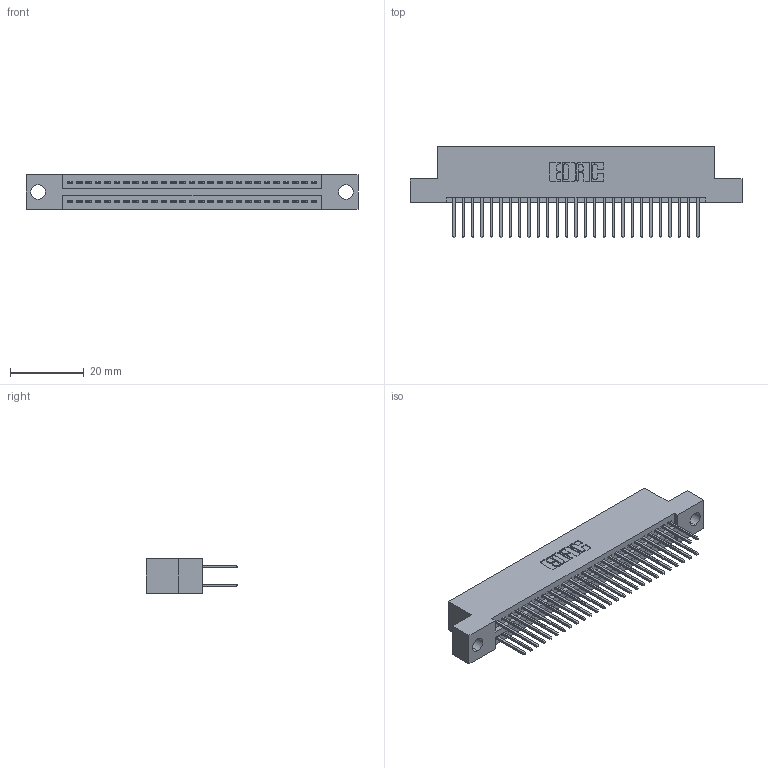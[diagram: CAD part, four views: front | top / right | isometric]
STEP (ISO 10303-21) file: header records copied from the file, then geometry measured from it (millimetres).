
FILE_DESCRIPTION (( 'STEP AP203' ), '1' );
FILE_NAME ('345-054-523-204.STEP', '2021-05-20T04:02:54', ( '' ), ( '' ), 'SwSTEP 2.0', 'SolidWorks 2020', '' );
FILE_SCHEMA (( 'CONFIG_CONTROL_DESIGN' ));
Length unit declared in the file: inch
Products named in the file (3): 345-054-523-204; 345-292-001_345-293-123; 345 Part_Flush Mounting Lugs - 0.156 Dia-TI
Assembly tree (55 placements, depth 2):
  345-054-523-204
    345 Part_Flush Mounting Lugs - 0.156 Dia-TI
    345-292-001_345-293-123  x54
Bounding box: 89.79 x 24.82 x 9.4 mm (x, y, z)
Volume: 8587.7 mm3; surface area: 12751.6 mm2
Topology: 55 solids, 55 shells, 2840 faces, 8423 edges, 5542 vertices
Faces by surface type: plane 1876, cylinder 964
Entity records: 23641 total; most frequent: CARTESIAN_POINT 3982, ORIENTED_EDGE 3914, DIRECTION 3529, EDGE_CURVE 1957, LINE 1717, VECTOR 1717, VERTEX_POINT 1302, AXIS2_PLACEMENT_3D 906
